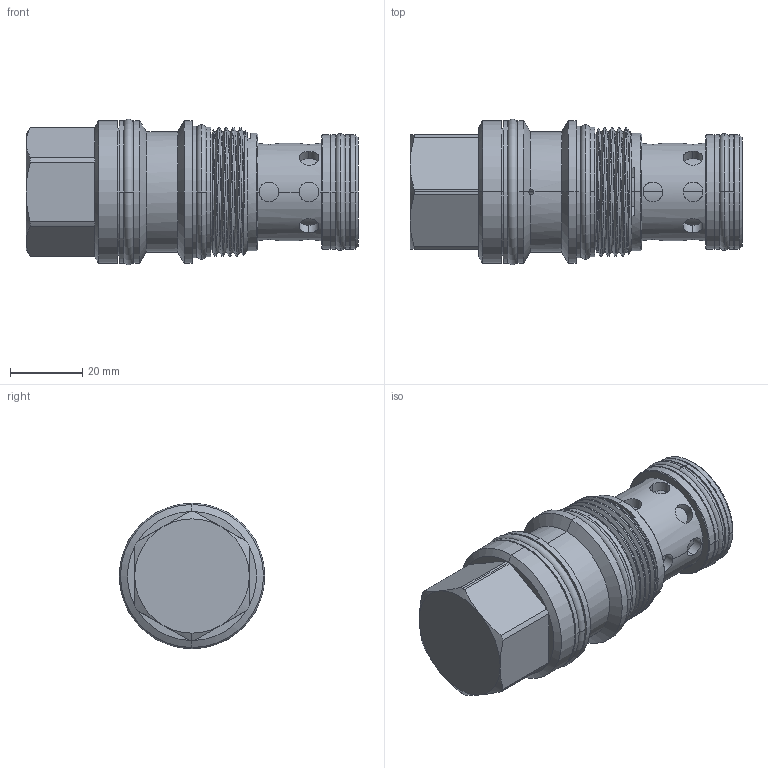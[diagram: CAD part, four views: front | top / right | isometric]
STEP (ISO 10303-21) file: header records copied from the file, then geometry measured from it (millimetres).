
FILE_DESCRIPTION (( 'STEP AP203' ), '1' );
FILE_NAME ('LO17A3A(3B)(3C)-N.STEP', '2016-05-31T08:17:08', ( '' ), ( '' ), 'SwSTEP 2.0', 'SolidWorks 2012', '' );
FILE_SCHEMA (( 'CONFIG_CONTROL_DESIGN' ));
Length unit declared in the file: millimetre
Products named in the file (1): LO17A3A(3B)(3C)-N
Bounding box: 92.12 x 40.4 x 40.4 mm (x, y, z)
Volume: 75724.7 mm3; surface area: 21409.3 mm2
Topology: 5 solids, 6 shells, 194 faces, 437 edges, 273 vertices
Faces by surface type: cylinder 109, plane 37, cone 31, torus 14, bspline 3
Entity records: 7990 total; most frequent: CARTESIAN_POINT 3651, DIRECTION 903, ORIENTED_EDGE 870, EDGE_CURVE 435, AXIS2_PLACEMENT_3D 380, VERTEX_POINT 273, EDGE_LOOP 222, ADVANCED_FACE 194
